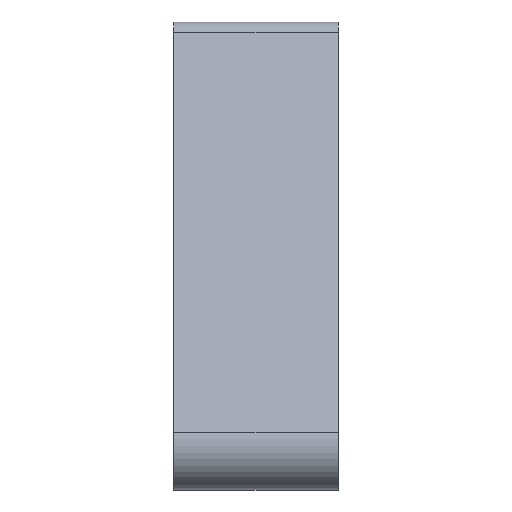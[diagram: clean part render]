
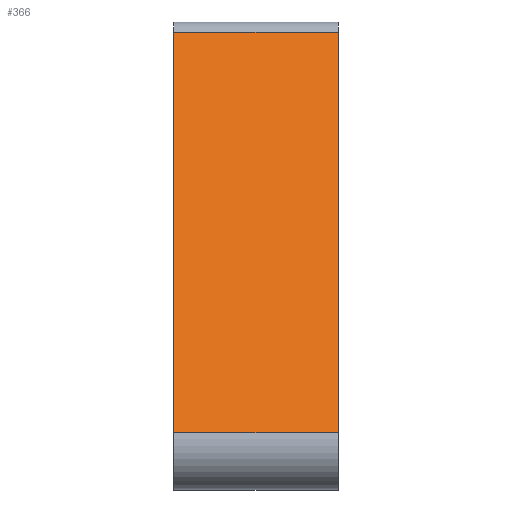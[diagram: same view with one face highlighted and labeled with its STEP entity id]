
A CAD part, left-side view. The second image highlights one B-rep face of the part: STEP entity #366.
In plain terms, the highlighted face is planar.
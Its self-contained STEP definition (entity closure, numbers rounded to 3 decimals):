
#26=PLANE('',#414);
#38=LINE('',#545,#74);
#41=LINE('',#558,#77);
#46=LINE('',#578,#82);
#60=LINE('',#611,#96);
#74=VECTOR('',#439,1000.);
#77=VECTOR('',#450,1000.);
#82=VECTOR('',#469,1000.);
#96=VECTOR('',#499,1000.);
#155=ORIENTED_EDGE('',*,*,#246,.T.);
#156=ORIENTED_EDGE('',*,*,#213,.F.);
#157=ORIENTED_EDGE('',*,*,#228,.T.);
#158=ORIENTED_EDGE('',*,*,#219,.F.);
#213=EDGE_CURVE('',#262,#264,#38,.T.);
#219=EDGE_CURVE('',#269,#267,#41,.T.);
#228=EDGE_CURVE('',#262,#267,#46,.T.);
#246=EDGE_CURVE('',#269,#264,#60,.T.);
#262=VERTEX_POINT('',#543);
#264=VERTEX_POINT('',#546);
#267=VERTEX_POINT('',#553);
#269=VERTEX_POINT('',#557);
#317=EDGE_LOOP('',(#155,#156,#157,#158));
#339=FACE_BOUND('',#317,.T.);
#366=ADVANCED_FACE('',(#339),#26,.T.);
#414=AXIS2_PLACEMENT_3D('',#610,#497,#498);
#439=DIRECTION('',(-1.,0.,0.));
#450=DIRECTION('',(1.,0.,0.));
#469=DIRECTION('',(0.,-0.391,0.921));
#497=DIRECTION('',(0.,-0.921,-0.391));
#498=DIRECTION('',(0.,0.391,-0.921));
#499=DIRECTION('',(0.,0.391,-0.921));
#543=CARTESIAN_POINT('',(1.,2.112,-5.578));
#545=CARTESIAN_POINT('',(-1.04,2.112,-5.578));
#546=CARTESIAN_POINT('',(-1.,2.112,-5.578));
#553=CARTESIAN_POINT('',(1.,0.04,-0.695));
#557=CARTESIAN_POINT('',(-1.,0.04,-0.695));
#558=CARTESIAN_POINT('',(-1.04,0.04,-0.695));
#578=CARTESIAN_POINT('',(1.,-0.003,-0.595));
#610=CARTESIAN_POINT('',(-1.04,-0.003,-0.595));
#611=CARTESIAN_POINT('',(-1.,0.474,-1.72));
